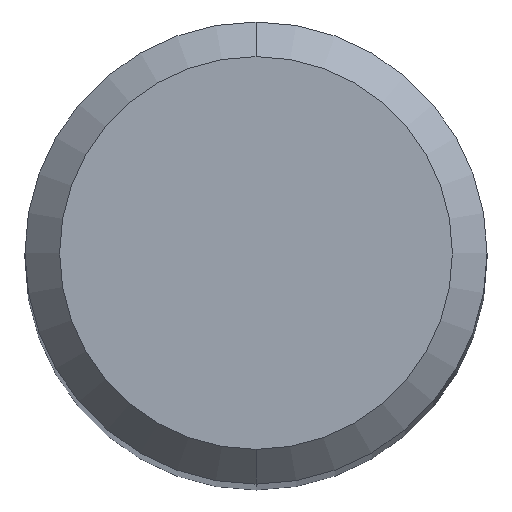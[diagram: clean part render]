
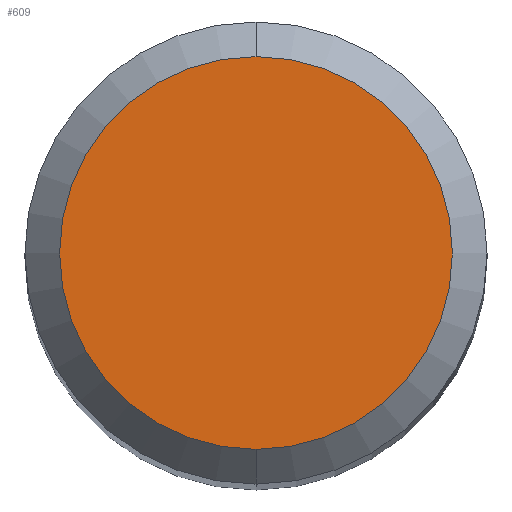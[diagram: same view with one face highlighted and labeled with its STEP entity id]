
A CAD part, top view. The second image highlights one B-rep face of the part: STEP entity #609.
In plain terms, the highlighted planar face has unit normal (0, 0, 1).
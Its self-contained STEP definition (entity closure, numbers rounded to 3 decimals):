
#461=VERTEX_POINT('',#1245);
#609=ADVANCED_FACE('',(#1404),#1405,.T.);
#783=VERTEX_POINT('',#1594);
#939=EDGE_CURVE('',#783,#461,#1764,.T.);
#1055=EDGE_CURVE('',#461,#783,#1888,.T.);
#1245=CARTESIAN_POINT('',(0.,-1.7,0.0));
#1404=FACE_OUTER_BOUND('',#2647,.T.);
#1405=PLANE('',#2648);
#1594=CARTESIAN_POINT('',(0.0,1.7,0.0));
#1764=CIRCLE('',#4123,1.7);
#1888=CIRCLE('',#4472,1.7);
#2647=EDGE_LOOP('',(#5361,#5362));
#2648=AXIS2_PLACEMENT_3D('',#5363,#5364,#5365);
#4123=AXIS2_PLACEMENT_3D('',#5707,#5708,#5709);
#4472=AXIS2_PLACEMENT_3D('',#5824,#5825,#5826);
#5361=ORIENTED_EDGE('',*,*,#939,.F.);
#5362=ORIENTED_EDGE('',*,*,#1055,.F.);
#5363=CARTESIAN_POINT('',(0.0,0.85,0.0));
#5364=DIRECTION('',(-0.0,0.0,1.0));
#5365=DIRECTION('',(0.0,-1.0,0.0));
#5707=CARTESIAN_POINT('',(0.0,0.0,0.0));
#5708=DIRECTION('',(0.0,0.0,-1.0));
#5709=DIRECTION('',(0.0,1.0,0.0));
#5824=CARTESIAN_POINT('',(0.0,0.0,0.0));
#5825=DIRECTION('',(0.0,0.0,-1.0));
#5826=DIRECTION('',(0.0,1.0,0.0));
